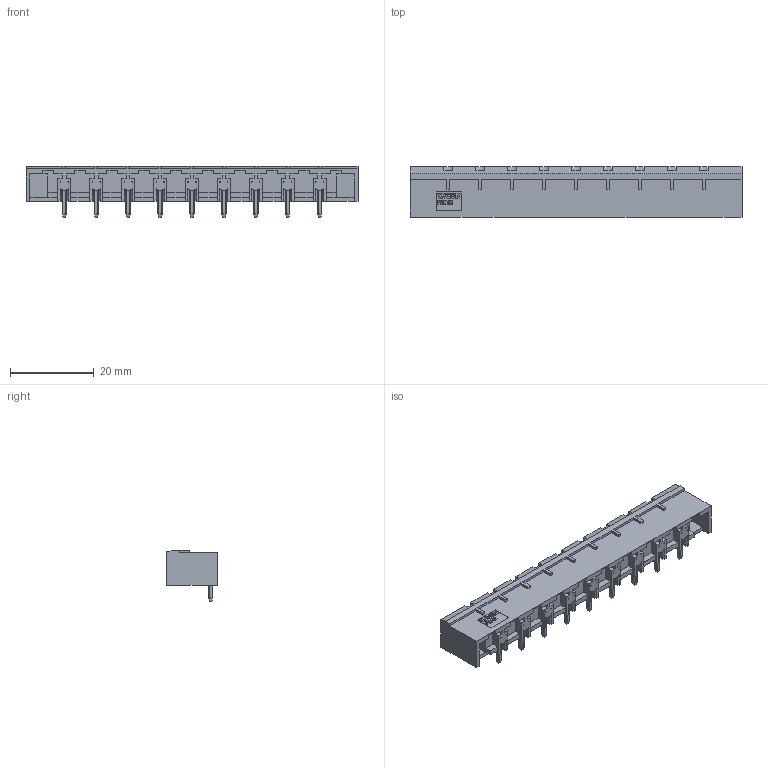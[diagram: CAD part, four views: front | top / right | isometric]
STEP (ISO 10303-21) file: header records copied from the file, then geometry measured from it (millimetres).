
FILE_DESCRIPTION( ('This file contains a STEP AP42 implementation' ,'as created by ZW3D STEP Interface translator.') ,'2;1' );
FILE_NAME( 'PM762-1R09ASM2.stp' ,'231129.114126', (''), ('ZWCAD Software Co.'), 'Version 1.0', 'ZW3D to STEP translator', '' );
FILE_SCHEMA(('AUTOMOTIVE_DESIGN { 1 0 10303 214 1 1 1 1 }'));
Length unit declared in the file: millimetre
Products named in the file (2): 0; PM762-1R09ASM2
Bounding box: 79.16 x 12 x 12.2 mm (x, y, z)
Surface area: 6068.9 mm2 (no closed solid volume)
Topology: 0 solids, 3 shells, 1205 faces, 3609 edges, 2388 vertices
Faces by surface type: plane 904, cylinder 153, bspline 117, cone 31
Full cylindrical faces by diameter (mm): 0.562 x1, 1.2 x1
Entity records: 54622 total; most frequent: CARTESIAN_POINT 26769, ORIENTED_EDGE 7218, EDGE_CURVE 3610, DIRECTION 3019, B_SPLINE_CURVE_WITH_KNOTS 2851, VERTEX_POINT 2389, EDGE_LOOP 1347, AXIS2_PLACEMENT_3D 1272
